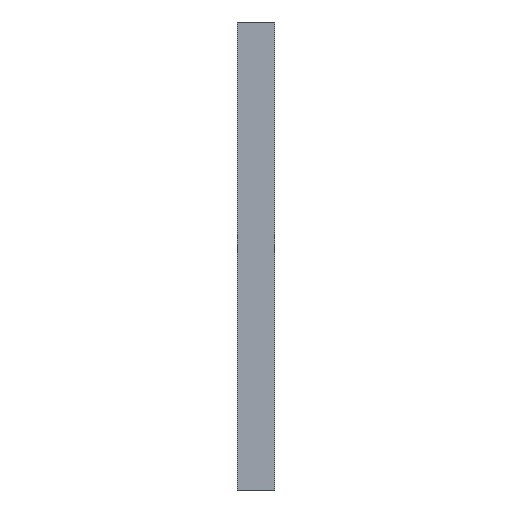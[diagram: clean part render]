
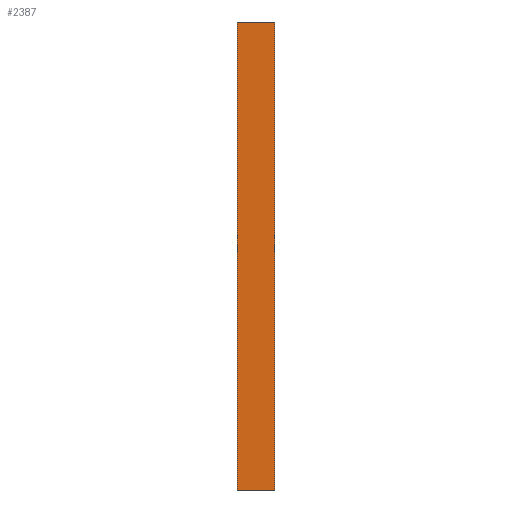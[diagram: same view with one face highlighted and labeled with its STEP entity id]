
A CAD part, left-side view. The second image highlights one B-rep face of the part: STEP entity #2387.
In plain terms, the highlighted planar face has unit normal (-1, 0, 0).
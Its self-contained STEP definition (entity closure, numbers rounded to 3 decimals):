
#25 = EDGE_CURVE ( 'NONE', #2572, #3692, #3154, .T. ) ;
#204 = ORIENTED_EDGE ( 'NONE', *, *, #3800, .T. ) ;
#546 = CARTESIAN_POINT ( 'NONE',  ( -40., 10., 248. ) ) ;
#580 = PLANE ( 'NONE',  #3455 ) ;
#593 = VERTEX_POINT ( 'NONE', #759 ) ;
#744 = CARTESIAN_POINT ( 'NONE',  ( -40., -10., 248. ) ) ;
#759 = CARTESIAN_POINT ( 'NONE',  ( -40., 10., 248. ) ) ;
#898 = LINE ( 'NONE', #3706, #5065 ) ;
#1159 = CARTESIAN_POINT ( 'NONE',  ( -40., 10., 0. ) ) ;
#1166 = VECTOR ( 'NONE', #4842, 1000. ) ;
#1415 = DIRECTION ( 'NONE',  ( 0., -1., 0. ) ) ;
#1463 = VERTEX_POINT ( 'NONE', #1159 ) ;
#2252 = EDGE_CURVE ( 'NONE', #593, #1463, #3745, .T. ) ;
#2387 = ADVANCED_FACE ( 'NONE', ( #4291 ), #580, .F. ) ;
#2409 = VECTOR ( 'NONE', #4944, 1000. ) ;
#2526 = ORIENTED_EDGE ( 'NONE', *, *, #25, .F. ) ;
#2572 = VERTEX_POINT ( 'NONE', #4978 ) ;
#2683 = LINE ( 'NONE', #3008, #3066 ) ;
#3008 = CARTESIAN_POINT ( 'NONE',  ( -40., 10., 0. ) ) ;
#3066 = VECTOR ( 'NONE', #1415, 1000. ) ;
#3154 = LINE ( 'NONE', #744, #1166 ) ;
#3177 = ORIENTED_EDGE ( 'NONE', *, *, #2252, .T. ) ;
#3262 = EDGE_LOOP ( 'NONE', ( #204, #2526, #3830, #3177 ) ) ;
#3366 = DIRECTION ( 'NONE',  ( 0., 0., -1. ) ) ;
#3455 = AXIS2_PLACEMENT_3D ( 'NONE', #546, #3827, #3366 ) ;
#3692 = VERTEX_POINT ( 'NONE', #3708 ) ;
#3706 = CARTESIAN_POINT ( 'NONE',  ( -40., 10., 248. ) ) ;
#3708 = CARTESIAN_POINT ( 'NONE',  ( -40., -10., 0. ) ) ;
#3735 = DIRECTION ( 'NONE',  ( 0., -1., 0. ) ) ;
#3745 = LINE ( 'NONE', #4915, #2409 ) ;
#3800 = EDGE_CURVE ( 'NONE', #1463, #3692, #2683, .T. ) ;
#3827 = DIRECTION ( 'NONE',  ( 1., 0., 0. ) ) ;
#3830 = ORIENTED_EDGE ( 'NONE', *, *, #4263, .F. ) ;
#4263 = EDGE_CURVE ( 'NONE', #593, #2572, #898, .T. ) ;
#4291 = FACE_OUTER_BOUND ( 'NONE', #3262, .T. ) ;
#4842 = DIRECTION ( 'NONE',  ( 0., 0., -1. ) ) ;
#4915 = CARTESIAN_POINT ( 'NONE',  ( -40., 10., 248. ) ) ;
#4944 = DIRECTION ( 'NONE',  ( 0., 0., -1. ) ) ;
#4978 = CARTESIAN_POINT ( 'NONE',  ( -40., -10., 248. ) ) ;
#5065 = VECTOR ( 'NONE', #3735, 1000. ) ;
